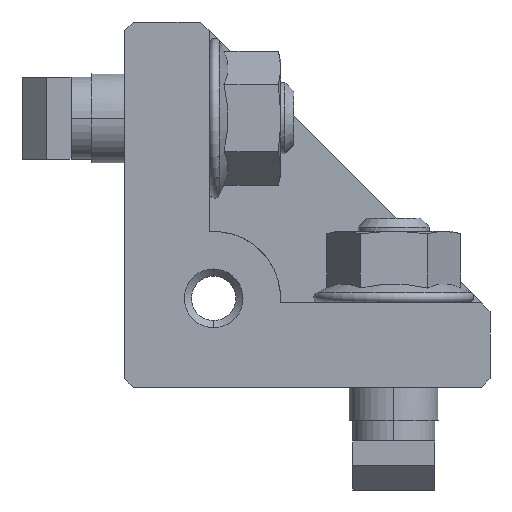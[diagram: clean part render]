
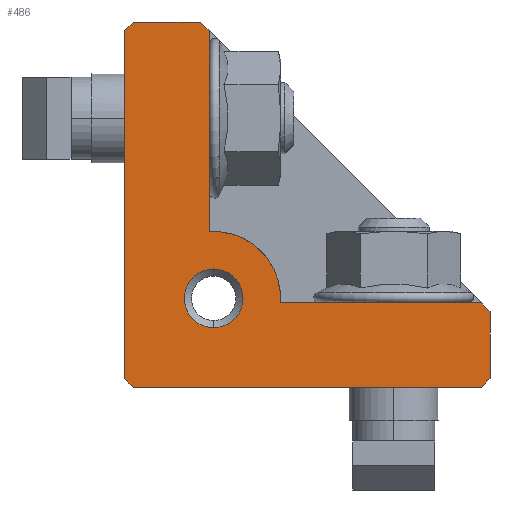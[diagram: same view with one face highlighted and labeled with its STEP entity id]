
A CAD part, front view. The second image highlights one B-rep face of the part: STEP entity #486.
In plain terms, the highlighted planar face has unit normal (0, -1, 0).
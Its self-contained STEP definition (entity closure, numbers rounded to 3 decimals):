
#58 = ORIENTED_EDGE ( 'NONE', *, *, #1100, .F. ) ;
#64 = DIRECTION ( 'NONE',  ( -0.707, 0., -0.707 ) ) ;
#171 = DIRECTION ( 'NONE',  ( 0.707, 0., -0.707 ) ) ;
#240 = EDGE_LOOP ( 'NONE', ( #786, #2860, #2320, #2053, #2075, #4188, #3083, #58, #3726, #1758, #2104, #1224 ) ) ;
#277 = EDGE_CURVE ( 'NONE', #1417, #2782, #1305, .T. ) ;
#303 = CARTESIAN_POINT ( 'NONE',  ( 9.5, -13., 9.5 ) ) ;
#314 = FACE_OUTER_BOUND ( 'NONE', #240, .T. ) ;
#324 = VERTEX_POINT ( 'NONE', #2609 ) ;
#358 = VECTOR ( 'NONE', #3081, 1000. ) ;
#365 = VECTOR ( 'NONE', #3922, 1000. ) ;
#367 = AXIS2_PLACEMENT_3D ( 'NONE', #3285, #1257, #3675 ) ;
#381 = VERTEX_POINT ( 'NONE', #2629 ) ;
#441 = DIRECTION ( 'NONE',  ( 0., 1., 0. ) ) ;
#459 = LINE ( 'NONE', #3992, #1549 ) ;
#474 = EDGE_CURVE ( 'NONE', #2782, #1831, #2854, .T. ) ;
#479 = DIRECTION ( 'NONE',  ( 0., 1., 0. ) ) ;
#486 = ADVANCED_FACE ( 'NONE', ( #1201, #314 ), #2991, .T. ) ;
#575 = AXIS2_PLACEMENT_3D ( 'NONE', #2813, #441, #4053 ) ;
#660 = EDGE_CURVE ( 'NONE', #1702, #3810, #1469, .T. ) ;
#763 = CIRCLE ( 'NONE', #575, 3.3 ) ;
#784 = CARTESIAN_POINT ( 'NONE',  ( 41., -13., 1. ) ) ;
#786 = ORIENTED_EDGE ( 'NONE', *, *, #1756, .F. ) ;
#799 = VERTEX_POINT ( 'NONE', #3471 ) ;
#825 = EDGE_CURVE ( 'NONE', #324, #799, #4062, .T. ) ;
#842 = CARTESIAN_POINT ( 'NONE',  ( 10., -13., 10. ) ) ;
#936 = CARTESIAN_POINT ( 'NONE',  ( 9.5, -13., 40. ) ) ;
#958 = DIRECTION ( 'NONE',  ( 1., 0., 0. ) ) ;
#988 = EDGE_CURVE ( 'NONE', #3810, #4082, #2897, .T. ) ;
#1023 = AXIS2_PLACEMENT_3D ( 'NONE', #842, #3523, #1828 ) ;
#1042 = CARTESIAN_POINT ( 'NONE',  ( 17.483, -13., 9.5 ) ) ;
#1049 = CARTESIAN_POINT ( 'NONE',  ( 41., -13., 8.5 ) ) ;
#1100 = EDGE_CURVE ( 'NONE', #799, #1260, #459, .T. ) ;
#1171 = EDGE_CURVE ( 'NONE', #1831, #324, #1242, .T. ) ;
#1201 = FACE_BOUND ( 'NONE', #1230, .T. ) ;
#1213 = DIRECTION ( 'NONE',  ( 0., 0., -1. ) ) ;
#1224 = ORIENTED_EDGE ( 'NONE', *, *, #277, .F. ) ;
#1230 = EDGE_LOOP ( 'NONE', ( #3449, #4309 ) ) ;
#1242 = LINE ( 'NONE', #2755, #358 ) ;
#1257 = DIRECTION ( 'NONE',  ( 0., -1., 0. ) ) ;
#1260 = VERTEX_POINT ( 'NONE', #2273 ) ;
#1305 = LINE ( 'NONE', #303, #4011 ) ;
#1361 = VECTOR ( 'NONE', #64, 1000. ) ;
#1411 = LINE ( 'NONE', #936, #2954 ) ;
#1417 = VERTEX_POINT ( 'NONE', #1042 ) ;
#1469 = LINE ( 'NONE', #2953, #2091 ) ;
#1508 = VECTOR ( 'NONE', #4276, 1000. ) ;
#1513 = CARTESIAN_POINT ( 'NONE',  ( 8.5, -13., 41. ) ) ;
#1549 = VECTOR ( 'NONE', #1956, 1000. ) ;
#1553 = EDGE_CURVE ( 'NONE', #1775, #3406, #2728, .T. ) ;
#1702 = VERTEX_POINT ( 'NONE', #2482 ) ;
#1712 = CARTESIAN_POINT ( 'NONE',  ( 1., -13., 41. ) ) ;
#1756 = EDGE_CURVE ( 'NONE', #381, #1417, #3576, .T. ) ;
#1758 = ORIENTED_EDGE ( 'NONE', *, *, #1171, .F. ) ;
#1775 = VERTEX_POINT ( 'NONE', #1813 ) ;
#1787 = CARTESIAN_POINT ( 'NONE',  ( 10., -13., 10. ) ) ;
#1813 = CARTESIAN_POINT ( 'NONE',  ( 8.5, -13., 41. ) ) ;
#1814 = DIRECTION ( 'NONE',  ( 0., 0., -1. ) ) ;
#1828 = DIRECTION ( 'NONE',  ( 0., 0., -1. ) ) ;
#1831 = VERTEX_POINT ( 'NONE', #1049 ) ;
#1943 = DIRECTION ( 'NONE',  ( 0.707, 0., -0.707 ) ) ;
#1953 = CARTESIAN_POINT ( 'NONE',  ( 10., -13., 13.3 ) ) ;
#1956 = DIRECTION ( 'NONE',  ( -1., 0., 0. ) ) ;
#1995 = DIRECTION ( 'NONE',  ( 0.707, 0., 0.707 ) ) ;
#2050 = VECTOR ( 'NONE', #1943, 1000. ) ;
#2053 = ORIENTED_EDGE ( 'NONE', *, *, #4359, .F. ) ;
#2075 = ORIENTED_EDGE ( 'NONE', *, *, #988, .F. ) ;
#2091 = VECTOR ( 'NONE', #4331, 1000. ) ;
#2104 = ORIENTED_EDGE ( 'NONE', *, *, #474, .F. ) ;
#2139 = EDGE_CURVE ( 'NONE', #3829, #2168, #2741, .T. ) ;
#2168 = VERTEX_POINT ( 'NONE', #3510 ) ;
#2191 = EDGE_CURVE ( 'NONE', #1260, #1702, #2365, .T. ) ;
#2273 = CARTESIAN_POINT ( 'NONE',  ( 1., -13., 0. ) ) ;
#2277 = CARTESIAN_POINT ( 'NONE',  ( 0., -13., 40. ) ) ;
#2320 = ORIENTED_EDGE ( 'NONE', *, *, #1553, .F. ) ;
#2365 = LINE ( 'NONE', #2884, #1508 ) ;
#2482 = CARTESIAN_POINT ( 'NONE',  ( 0., -13., 1. ) ) ;
#2609 = CARTESIAN_POINT ( 'NONE',  ( 41., -13., 1. ) ) ;
#2629 = CARTESIAN_POINT ( 'NONE',  ( 9.5, -13., 17.483 ) ) ;
#2655 = CARTESIAN_POINT ( 'NONE',  ( 0., -13., 40. ) ) ;
#2682 = VECTOR ( 'NONE', #1995, 1000. ) ;
#2728 = LINE ( 'NONE', #1513, #3427 ) ;
#2741 = CIRCLE ( 'NONE', #4144, 3.3 ) ;
#2755 = CARTESIAN_POINT ( 'NONE',  ( 41., -13., 8.5 ) ) ;
#2782 = VERTEX_POINT ( 'NONE', #2895 ) ;
#2813 = CARTESIAN_POINT ( 'NONE',  ( 10., -13., 10. ) ) ;
#2854 = LINE ( 'NONE', #3299, #2050 ) ;
#2860 = ORIENTED_EDGE ( 'NONE', *, *, #4297, .F. ) ;
#2882 = CARTESIAN_POINT ( 'NONE',  ( 9.5, -13., 40. ) ) ;
#2884 = CARTESIAN_POINT ( 'NONE',  ( 1., -13., 0. ) ) ;
#2895 = CARTESIAN_POINT ( 'NONE',  ( 40., -13., 9.5 ) ) ;
#2897 = LINE ( 'NONE', #2277, #2682 ) ;
#2953 = CARTESIAN_POINT ( 'NONE',  ( 0., -13., 1. ) ) ;
#2954 = VECTOR ( 'NONE', #1213, 1000. ) ;
#2991 = PLANE ( 'NONE',  #367 ) ;
#3058 = LINE ( 'NONE', #3982, #365 ) ;
#3081 = DIRECTION ( 'NONE',  ( 0., 0., -1. ) ) ;
#3083 = ORIENTED_EDGE ( 'NONE', *, *, #2191, .F. ) ;
#3213 = EDGE_CURVE ( 'NONE', #2168, #3829, #763, .T. ) ;
#3285 = CARTESIAN_POINT ( 'NONE',  ( 14.378, -13., 14.378 ) ) ;
#3299 = CARTESIAN_POINT ( 'NONE',  ( 40., -13., 9.5 ) ) ;
#3406 = VERTEX_POINT ( 'NONE', #2882 ) ;
#3427 = VECTOR ( 'NONE', #171, 1000. ) ;
#3449 = ORIENTED_EDGE ( 'NONE', *, *, #3213, .T. ) ;
#3471 = CARTESIAN_POINT ( 'NONE',  ( 40., -13., 0. ) ) ;
#3510 = CARTESIAN_POINT ( 'NONE',  ( 10., -13., 6.7 ) ) ;
#3523 = DIRECTION ( 'NONE',  ( 0., 1., 0. ) ) ;
#3576 = CIRCLE ( 'NONE', #1023, 7.5 ) ;
#3675 = DIRECTION ( 'NONE',  ( 0., 0., -1. ) ) ;
#3726 = ORIENTED_EDGE ( 'NONE', *, *, #825, .F. ) ;
#3810 = VERTEX_POINT ( 'NONE', #2655 ) ;
#3829 = VERTEX_POINT ( 'NONE', #1953 ) ;
#3922 = DIRECTION ( 'NONE',  ( 1., 0., 0. ) ) ;
#3982 = CARTESIAN_POINT ( 'NONE',  ( 1., -13., 41. ) ) ;
#3992 = CARTESIAN_POINT ( 'NONE',  ( 40., -13., 0. ) ) ;
#4011 = VECTOR ( 'NONE', #958, 1000. ) ;
#4053 = DIRECTION ( 'NONE',  ( 0., 0., -1. ) ) ;
#4062 = LINE ( 'NONE', #784, #1361 ) ;
#4082 = VERTEX_POINT ( 'NONE', #1712 ) ;
#4144 = AXIS2_PLACEMENT_3D ( 'NONE', #1787, #479, #1814 ) ;
#4188 = ORIENTED_EDGE ( 'NONE', *, *, #660, .F. ) ;
#4276 = DIRECTION ( 'NONE',  ( -0.707, 0., 0.707 ) ) ;
#4297 = EDGE_CURVE ( 'NONE', #3406, #381, #1411, .T. ) ;
#4309 = ORIENTED_EDGE ( 'NONE', *, *, #2139, .T. ) ;
#4331 = DIRECTION ( 'NONE',  ( 0., 0., 1. ) ) ;
#4359 = EDGE_CURVE ( 'NONE', #4082, #1775, #3058, .T. ) ;
